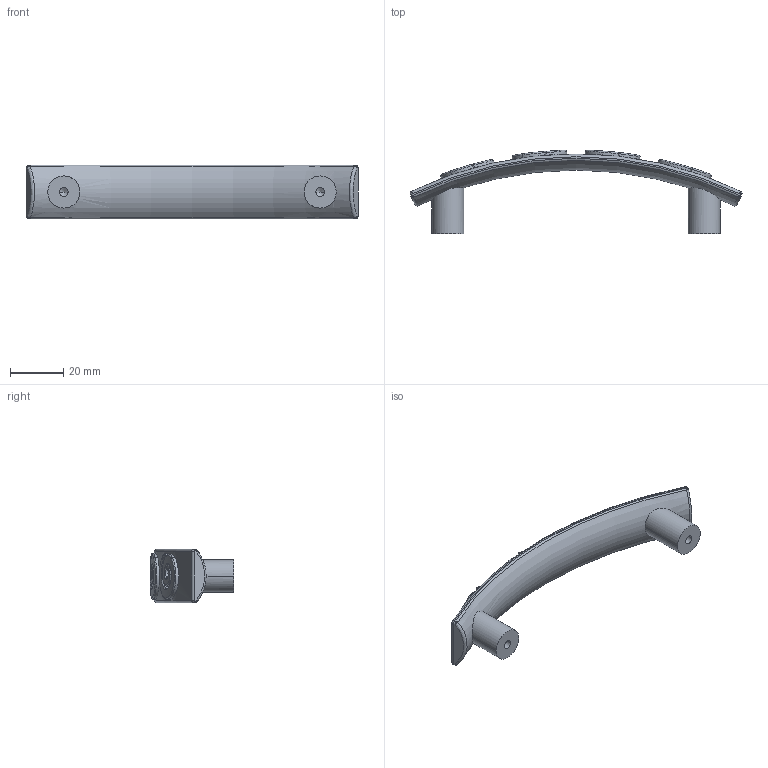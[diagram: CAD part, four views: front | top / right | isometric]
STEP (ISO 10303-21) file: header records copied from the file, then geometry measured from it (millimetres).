
FILE_DESCRIPTION(('Creo Elements/Direct Modeling STEP Export'),'2;1');
FILE_NAME('1210-126.stp','2018-08-30T13:53:24',(''),(''),'Creo Elements/Direct Modeling STEP processor for AP214 (Solid Model)','Creo Elements/Direct Modeling 20.0 12-Nov-2016 (C) Parametric Technology GmbH','');
FILE_SCHEMA(('AUTOMOTIVE_DESIGN { 1 0 10303 214 1 1 1 1 }'));
Products named in the file (1): 1210-126
Bounding box: 124.32 x 31.24 x 20 mm (x, y, z)
Volume: 16685.5 mm3; surface area: 7964.6 mm2
Topology: 1 solids, 1 shells, 188 faces, 446 edges, 260 vertices
Faces by surface type: bspline 78, extrusion 44, cylinder 43, plane 8, sphere 6, torus 5, cone 4
Entity records: 40446 total; most frequent: CARTESIAN_POINT 36901, ORIENTED_EDGE 872, EDGE_CURVE 436, DIRECTION 382, B_SPLINE_CURVE_WITH_KNOTS 312, VERTEX_POINT 260, EDGE_LOOP 198, FACE_OUTER_BOUND 188
